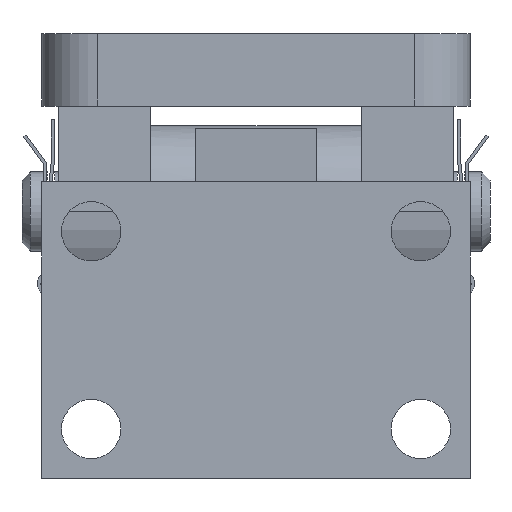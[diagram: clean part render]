
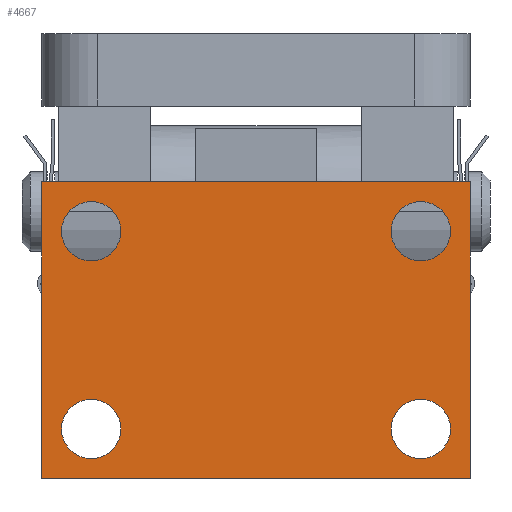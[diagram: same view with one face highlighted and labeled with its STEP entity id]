
A CAD part, front view. The second image highlights one B-rep face of the part: STEP entity #4667.
In plain terms, the highlighted face is planar.
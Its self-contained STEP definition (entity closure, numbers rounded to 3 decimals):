
#158 = ORIENTED_EDGE ( 'NONE', *, *, #5110, .F. ) ;
#159 = ORIENTED_EDGE ( 'NONE', *, *, #5106, .T. ) ;
#180 = ORIENTED_EDGE ( 'NONE', *, *, #2536, .T. ) ;
#189 = ORIENTED_EDGE ( 'NONE', *, *, #5077, .T. ) ;
#191 = ORIENTED_EDGE ( 'NONE', *, *, #2701, .T. ) ;
#733 = EDGE_LOOP ( 'NONE', ( #159, #191 ) ) ;
#852 = EDGE_LOOP ( 'NONE', ( #189, #180 ) ) ;
#853 = EDGE_LOOP ( 'NONE', ( #4367, #158, #4365, #4428 ) ) ;
#858 = EDGE_LOOP ( 'NONE', ( #4397, #4346 ) ) ;
#862 = EDGE_LOOP ( 'NONE', ( #4435, #4429 ) ) ;
#988 = AXIS2_PLACEMENT_3D ( 'NONE', #3476, #3478, #3479 ) ;
#996 = AXIS2_PLACEMENT_3D ( 'NONE', #3480, #3487, #3488 ) ;
#1079 = AXIS2_PLACEMENT_3D ( 'NONE', #4207, #4226, #4176 ) ;
#1095 = AXIS2_PLACEMENT_3D ( 'NONE', #3474, #3481, #3482 ) ;
#1263 = CARTESIAN_POINT ( 'NONE',  ( 45., 65., 0. ) ) ;
#1274 = VERTEX_POINT ( 'NONE', #1263 ) ;
#1292 = VERTEX_POINT ( 'NONE', #3062 ) ;
#1306 = VERTEX_POINT ( 'NONE', #3023 ) ;
#1350 = VERTEX_POINT ( 'NONE', #3051 ) ;
#1405 = VERTEX_POINT ( 'NONE', #3098 ) ;
#1412 = VERTEX_POINT ( 'NONE', #2960 ) ;
#1418 = VERTEX_POINT ( 'NONE', #2988 ) ;
#1436 = VERTEX_POINT ( 'NONE', #3080 ) ;
#1453 = VERTEX_POINT ( 'NONE', #2997 ) ;
#1456 = VERTEX_POINT ( 'NONE', #2915 ) ;
#1473 = VERTEX_POINT ( 'NONE', #2940 ) ;
#1524 = VERTEX_POINT ( 'NONE', #2902 ) ;
#1626 = DIRECTION ( 'NONE',  ( 0., 0., 1. ) ) ;
#1674 = CARTESIAN_POINT ( 'NONE',  ( 7.5, 57.5, 0. ) ) ;
#1704 = DIRECTION ( 'NONE',  ( 1., 0., 0. ) ) ;
#1753 = CIRCLE ( 'NONE', #2500, 4.5 ) ;
#1987 = FACE_BOUND ( 'NONE', #862, .T. ) ;
#1990 = FACE_BOUND ( 'NONE', #733, .T. ) ;
#1993 = FACE_BOUND ( 'NONE', #852, .T. ) ;
#1995 = FACE_OUTER_BOUND ( 'NONE', #853, .T. ) ;
#1997 = FACE_BOUND ( 'NONE', #858, .T. ) ;
#2160 = CIRCLE ( 'NONE', #2541, 4.5 ) ;
#2199 = VECTOR ( 'NONE', #3492, 1000. ) ;
#2200 = CIRCLE ( 'NONE', #988, 4.5 ) ;
#2202 = CIRCLE ( 'NONE', #1095, 4.5 ) ;
#2206 = CIRCLE ( 'NONE', #996, 4.5 ) ;
#2207 = LINE ( 'NONE', #3486, #2199 ) ;
#2298 = LINE ( 'NONE', #3631, #2300 ) ;
#2300 = VECTOR ( 'NONE', #3647, 1000. ) ;
#2376 = CIRCLE ( 'NONE', #2722, 4.5 ) ;
#2440 = CIRCLE ( 'NONE', #2621, 4.5 ) ;
#2487 = AXIS2_PLACEMENT_3D ( 'NONE', #1674, #1626, #1704 ) ;
#2500 = AXIS2_PLACEMENT_3D ( 'NONE', #5608, #5567, #5565 ) ;
#2536 = EDGE_CURVE ( 'NONE', #1418, #1456, #4206, .T. ) ;
#2541 = AXIS2_PLACEMENT_3D ( 'NONE', #3405, #3407, #3408 ) ;
#2580 = EDGE_CURVE ( 'NONE', #1473, #1524, #2440, .T. ) ;
#2611 = EDGE_CURVE ( 'NONE', #1405, #1453, #2376, .T. ) ;
#2621 = AXIS2_PLACEMENT_3D ( 'NONE', #5396, #5395, #5373 ) ;
#2701 = EDGE_CURVE ( 'NONE', #1306, #1292, #1753, .T. ) ;
#2722 = AXIS2_PLACEMENT_3D ( 'NONE', #5338, #5367, #5419 ) ;
#2902 = CARTESIAN_POINT ( 'NONE',  ( 12., 7.5, 0. ) ) ;
#2915 = CARTESIAN_POINT ( 'NONE',  ( 12., 57.5, 0. ) ) ;
#2940 = CARTESIAN_POINT ( 'NONE',  ( 3., 7.5, 0. ) ) ;
#2960 = CARTESIAN_POINT ( 'NONE',  ( 45., 0., 0. ) ) ;
#2988 = CARTESIAN_POINT ( 'NONE',  ( 3., 57.5, 0. ) ) ;
#2997 = CARTESIAN_POINT ( 'NONE',  ( 42., 7.5, 0. ) ) ;
#3023 = CARTESIAN_POINT ( 'NONE',  ( 33., 57.5, 0. ) ) ;
#3051 = CARTESIAN_POINT ( 'NONE',  ( 0., 0., 0. ) ) ;
#3062 = CARTESIAN_POINT ( 'NONE',  ( 42., 57.5, 0. ) ) ;
#3080 = CARTESIAN_POINT ( 'NONE',  ( 0., 65., 0. ) ) ;
#3098 = CARTESIAN_POINT ( 'NONE',  ( 33., 7.5, 0. ) ) ;
#3405 = CARTESIAN_POINT ( 'NONE',  ( 7.5, 57.5, 0. ) ) ;
#3407 = DIRECTION ( 'NONE',  ( 0., 0., 1. ) ) ;
#3408 = DIRECTION ( 'NONE',  ( 1., 0., 0. ) ) ;
#3474 = CARTESIAN_POINT ( 'NONE',  ( 37.5, 57.5, 0. ) ) ;
#3476 = CARTESIAN_POINT ( 'NONE',  ( 7.5, 7.5, 0. ) ) ;
#3478 = DIRECTION ( 'NONE',  ( 0., 0., 1. ) ) ;
#3479 = DIRECTION ( 'NONE',  ( 1., 0., 0. ) ) ;
#3480 = CARTESIAN_POINT ( 'NONE',  ( 37.5, 7.5, 0. ) ) ;
#3481 = DIRECTION ( 'NONE',  ( 0., 0., 1. ) ) ;
#3482 = DIRECTION ( 'NONE',  ( 1., 0., 0. ) ) ;
#3486 = CARTESIAN_POINT ( 'NONE',  ( 0., 65., 0. ) ) ;
#3487 = DIRECTION ( 'NONE',  ( 0., 0., 1. ) ) ;
#3488 = DIRECTION ( 'NONE',  ( 1., 0., 0. ) ) ;
#3492 = DIRECTION ( 'NONE',  ( -1., 0., 0. ) ) ;
#3631 = CARTESIAN_POINT ( 'NONE',  ( 0., 0., 0. ) ) ;
#3647 = DIRECTION ( 'NONE',  ( 1., 0., 0. ) ) ;
#3819 = CARTESIAN_POINT ( 'NONE',  ( 45., 0., 0. ) ) ;
#3820 = DIRECTION ( 'NONE',  ( 0., 1., 0. ) ) ;
#3824 = CARTESIAN_POINT ( 'NONE',  ( 0., 0., 0. ) ) ;
#3834 = DIRECTION ( 'NONE',  ( 0., -1., 0. ) ) ;
#4173 = PLANE ( 'NONE',  #1079 ) ;
#4176 = DIRECTION ( 'NONE',  ( -1., 0., 0. ) ) ;
#4206 = CIRCLE ( 'NONE', #2487, 4.5 ) ;
#4207 = CARTESIAN_POINT ( 'NONE',  ( 0., 65., 0. ) ) ;
#4226 = DIRECTION ( 'NONE',  ( 0., 0., -1. ) ) ;
#4346 = ORIENTED_EDGE ( 'NONE', *, *, #2580, .T. ) ;
#4365 = ORIENTED_EDGE ( 'NONE', *, *, #5244, .F. ) ;
#4367 = ORIENTED_EDGE ( 'NONE', *, *, #5249, .F. ) ;
#4397 = ORIENTED_EDGE ( 'NONE', *, *, #5105, .T. ) ;
#4428 = ORIENTED_EDGE ( 'NONE', *, *, #5172, .F. ) ;
#4429 = ORIENTED_EDGE ( 'NONE', *, *, #2611, .T. ) ;
#4435 = ORIENTED_EDGE ( 'NONE', *, *, #5108, .T. ) ;
#4667 = ADVANCED_FACE ( 'NONE', ( #1990, #1993, #1995, #1997, #1987 ), #4173, .T. ) ;
#4892 = VECTOR ( 'NONE', #3820, 1000. ) ;
#4897 = LINE ( 'NONE', #3819, #4892 ) ;
#4905 = LINE ( 'NONE', #3824, #4907 ) ;
#4907 = VECTOR ( 'NONE', #3834, 1000. ) ;
#5077 = EDGE_CURVE ( 'NONE', #1456, #1418, #2160, .T. ) ;
#5105 = EDGE_CURVE ( 'NONE', #1524, #1473, #2200, .T. ) ;
#5106 = EDGE_CURVE ( 'NONE', #1292, #1306, #2202, .T. ) ;
#5108 = EDGE_CURVE ( 'NONE', #1453, #1405, #2206, .T. ) ;
#5110 = EDGE_CURVE ( 'NONE', #1274, #1436, #2207, .T. ) ;
#5172 = EDGE_CURVE ( 'NONE', #1350, #1412, #2298, .T. ) ;
#5244 = EDGE_CURVE ( 'NONE', #1412, #1274, #4897, .T. ) ;
#5249 = EDGE_CURVE ( 'NONE', #1436, #1350, #4905, .T. ) ;
#5338 = CARTESIAN_POINT ( 'NONE',  ( 37.5, 7.5, 0. ) ) ;
#5367 = DIRECTION ( 'NONE',  ( 0., 0., 1. ) ) ;
#5373 = DIRECTION ( 'NONE',  ( 1., 0., 0. ) ) ;
#5395 = DIRECTION ( 'NONE',  ( 0., 0., 1. ) ) ;
#5396 = CARTESIAN_POINT ( 'NONE',  ( 7.5, 7.5, 0. ) ) ;
#5419 = DIRECTION ( 'NONE',  ( 1., 0., 0. ) ) ;
#5565 = DIRECTION ( 'NONE',  ( 1., 0., 0. ) ) ;
#5567 = DIRECTION ( 'NONE',  ( 0., 0., 1. ) ) ;
#5608 = CARTESIAN_POINT ( 'NONE',  ( 37.5, 57.5, 0. ) ) ;
